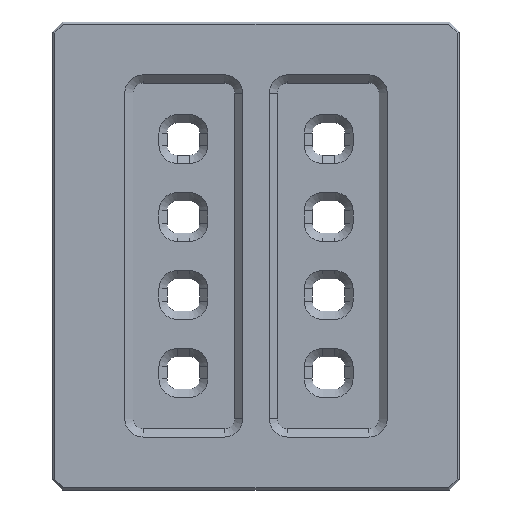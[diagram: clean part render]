
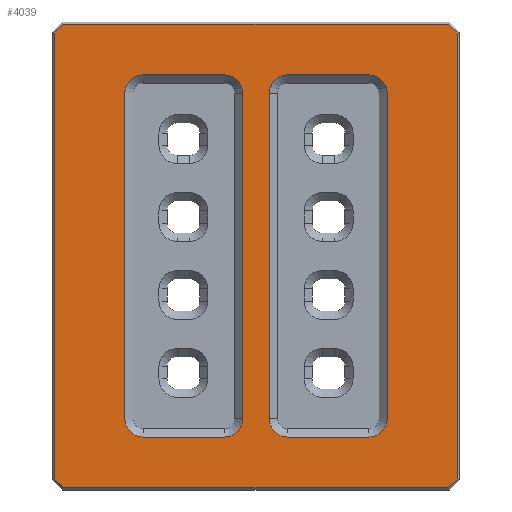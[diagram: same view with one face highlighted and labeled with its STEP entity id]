
A CAD part, top view. The second image highlights one B-rep face of the part: STEP entity #4039.
In plain terms, the highlighted planar face has unit normal (0, 0, 1).
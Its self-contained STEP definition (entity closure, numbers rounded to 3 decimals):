
#276=FACE_BOUND('',#822,.T.);
#277=FACE_BOUND('',#823,.T.);
#374=PLANE('',#4426);
#573=FACE_OUTER_BOUND('',#821,.T.);
#821=EDGE_LOOP('',(#3562,#3563,#3564,#3565,#3566,#3567,#3568,#3569));
#822=EDGE_LOOP('',(#3570,#3571,#3572,#3573,#3574,#3575,#3576,#3577));
#823=EDGE_LOOP('',(#3578,#3579,#3580,#3581,#3582,#3583,#3584,#3585));
#1194=LINE('',#6632,#1592);
#1198=LINE('',#6639,#1596);
#1201=LINE('',#6645,#1599);
#1204=LINE('',#6651,#1602);
#1207=LINE('',#6656,#1605);
#1209=LINE('',#6660,#1607);
#1211=LINE('',#6664,#1609);
#1213=LINE('',#6667,#1611);
#1215=LINE('',#6673,#1613);
#1216=LINE('',#6677,#1614);
#1217=LINE('',#6681,#1615);
#1218=LINE('',#6685,#1616);
#1219=LINE('',#6689,#1617);
#1220=LINE('',#6693,#1618);
#1221=LINE('',#6697,#1619);
#1222=LINE('',#6701,#1620);
#1592=VECTOR('',#5433,10.);
#1596=VECTOR('',#5439,10.);
#1599=VECTOR('',#5444,10.);
#1602=VECTOR('',#5449,10.);
#1605=VECTOR('',#5454,10.);
#1607=VECTOR('',#5458,10.);
#1609=VECTOR('',#5462,10.);
#1611=VECTOR('',#5466,10.);
#1613=VECTOR('',#5472,10.);
#1614=VECTOR('',#5475,10.);
#1615=VECTOR('',#5478,10.);
#1616=VECTOR('',#5481,10.);
#1617=VECTOR('',#5484,10.);
#1618=VECTOR('',#5487,10.);
#1619=VECTOR('',#5490,10.);
#1620=VECTOR('',#5493,10.);
#1814=CIRCLE('',#4427,9.);
#1815=CIRCLE('',#4428,9.);
#1816=CIRCLE('',#4429,9.);
#1817=CIRCLE('',#4430,9.);
#1818=CIRCLE('',#4431,9.);
#1819=CIRCLE('',#4432,9.);
#1820=CIRCLE('',#4433,9.);
#1821=CIRCLE('',#4434,9.);
#2125=VERTEX_POINT('',#6630);
#2126=VERTEX_POINT('',#6631);
#2128=VERTEX_POINT('',#6638);
#2130=VERTEX_POINT('',#6644);
#2132=VERTEX_POINT('',#6650);
#2133=VERTEX_POINT('',#6655);
#2134=VERTEX_POINT('',#6659);
#2135=VERTEX_POINT('',#6663);
#2136=VERTEX_POINT('',#6671);
#2137=VERTEX_POINT('',#6672);
#2138=VERTEX_POINT('',#6674);
#2139=VERTEX_POINT('',#6676);
#2140=VERTEX_POINT('',#6678);
#2141=VERTEX_POINT('',#6680);
#2142=VERTEX_POINT('',#6682);
#2143=VERTEX_POINT('',#6684);
#2144=VERTEX_POINT('',#6687);
#2145=VERTEX_POINT('',#6688);
#2146=VERTEX_POINT('',#6690);
#2147=VERTEX_POINT('',#6692);
#2148=VERTEX_POINT('',#6694);
#2149=VERTEX_POINT('',#6696);
#2150=VERTEX_POINT('',#6698);
#2151=VERTEX_POINT('',#6700);
#2616=EDGE_CURVE('',#2125,#2126,#1194,.T.);
#2620=EDGE_CURVE('',#2126,#2128,#1198,.T.);
#2623=EDGE_CURVE('',#2128,#2130,#1201,.T.);
#2626=EDGE_CURVE('',#2130,#2132,#1204,.T.);
#2629=EDGE_CURVE('',#2132,#2133,#1207,.T.);
#2631=EDGE_CURVE('',#2133,#2134,#1209,.T.);
#2633=EDGE_CURVE('',#2134,#2135,#1211,.T.);
#2635=EDGE_CURVE('',#2135,#2125,#1213,.T.);
#2637=EDGE_CURVE('',#2136,#2137,#1215,.T.);
#2638=EDGE_CURVE('',#2138,#2136,#1814,.T.);
#2639=EDGE_CURVE('',#2139,#2138,#1216,.T.);
#2640=EDGE_CURVE('',#2140,#2139,#1815,.T.);
#2641=EDGE_CURVE('',#2141,#2140,#1217,.T.);
#2642=EDGE_CURVE('',#2142,#2141,#1816,.T.);
#2643=EDGE_CURVE('',#2143,#2142,#1218,.T.);
#2644=EDGE_CURVE('',#2137,#2143,#1817,.T.);
#2645=EDGE_CURVE('',#2144,#2145,#1219,.T.);
#2646=EDGE_CURVE('',#2146,#2144,#1818,.T.);
#2647=EDGE_CURVE('',#2147,#2146,#1220,.T.);
#2648=EDGE_CURVE('',#2148,#2147,#1819,.T.);
#2649=EDGE_CURVE('',#2149,#2148,#1221,.T.);
#2650=EDGE_CURVE('',#2150,#2149,#1820,.T.);
#2651=EDGE_CURVE('',#2151,#2150,#1222,.T.);
#2652=EDGE_CURVE('',#2145,#2151,#1821,.T.);
#3562=ORIENTED_EDGE('',*,*,#2616,.F.);
#3563=ORIENTED_EDGE('',*,*,#2635,.F.);
#3564=ORIENTED_EDGE('',*,*,#2633,.F.);
#3565=ORIENTED_EDGE('',*,*,#2631,.F.);
#3566=ORIENTED_EDGE('',*,*,#2629,.F.);
#3567=ORIENTED_EDGE('',*,*,#2626,.F.);
#3568=ORIENTED_EDGE('',*,*,#2623,.F.);
#3569=ORIENTED_EDGE('',*,*,#2620,.F.);
#3570=ORIENTED_EDGE('',*,*,#2637,.F.);
#3571=ORIENTED_EDGE('',*,*,#2638,.F.);
#3572=ORIENTED_EDGE('',*,*,#2639,.F.);
#3573=ORIENTED_EDGE('',*,*,#2640,.F.);
#3574=ORIENTED_EDGE('',*,*,#2641,.F.);
#3575=ORIENTED_EDGE('',*,*,#2642,.F.);
#3576=ORIENTED_EDGE('',*,*,#2643,.F.);
#3577=ORIENTED_EDGE('',*,*,#2644,.F.);
#3578=ORIENTED_EDGE('',*,*,#2645,.F.);
#3579=ORIENTED_EDGE('',*,*,#2646,.F.);
#3580=ORIENTED_EDGE('',*,*,#2647,.F.);
#3581=ORIENTED_EDGE('',*,*,#2648,.F.);
#3582=ORIENTED_EDGE('',*,*,#2649,.F.);
#3583=ORIENTED_EDGE('',*,*,#2650,.F.);
#3584=ORIENTED_EDGE('',*,*,#2651,.F.);
#3585=ORIENTED_EDGE('',*,*,#2652,.F.);
#4039=ADVANCED_FACE('',(#573,#276,#277),#374,.T.);
#4426=AXIS2_PLACEMENT_3D('',#6670,#5470,#5471);
#4427=AXIS2_PLACEMENT_3D('',#6675,#5473,#5474);
#4428=AXIS2_PLACEMENT_3D('',#6679,#5476,#5477);
#4429=AXIS2_PLACEMENT_3D('',#6683,#5479,#5480);
#4430=AXIS2_PLACEMENT_3D('',#6686,#5482,#5483);
#4431=AXIS2_PLACEMENT_3D('',#6691,#5485,#5486);
#4432=AXIS2_PLACEMENT_3D('',#6695,#5488,#5489);
#4433=AXIS2_PLACEMENT_3D('',#6699,#5491,#5492);
#4434=AXIS2_PLACEMENT_3D('',#6702,#5494,#5495);
#5433=DIRECTION('',(0.,-1.,0.));
#5439=DIRECTION('',(-0.707,-0.707,0.));
#5444=DIRECTION('',(-1.,0.,0.));
#5449=DIRECTION('',(-0.707,0.707,0.));
#5454=DIRECTION('',(0.,1.,0.));
#5458=DIRECTION('',(0.707,0.707,0.));
#5462=DIRECTION('',(1.,0.,0.));
#5466=DIRECTION('',(0.707,-0.707,0.));
#5470=DIRECTION('center_axis',(0.,0.,1.));
#5471=DIRECTION('ref_axis',(1.,0.,0.));
#5472=DIRECTION('',(0.,1.,0.));
#5473=DIRECTION('center_axis',(0.,0.,1.));
#5474=DIRECTION('ref_axis',(0.707,-0.707,0.));
#5475=DIRECTION('',(1.,0.,0.));
#5476=DIRECTION('center_axis',(0.,0.,1.));
#5477=DIRECTION('ref_axis',(-0.707,-0.707,0.));
#5478=DIRECTION('',(0.,-1.,0.));
#5479=DIRECTION('center_axis',(0.,0.,1.));
#5480=DIRECTION('ref_axis',(-0.707,0.707,0.));
#5481=DIRECTION('',(-1.,0.,0.));
#5482=DIRECTION('center_axis',(0.,0.,1.));
#5483=DIRECTION('ref_axis',(0.707,0.707,0.));
#5484=DIRECTION('',(0.,-1.,0.));
#5485=DIRECTION('center_axis',(0.,0.,1.));
#5486=DIRECTION('ref_axis',(-0.707,0.707,0.));
#5487=DIRECTION('',(-1.,0.,0.));
#5488=DIRECTION('center_axis',(0.,0.,1.));
#5489=DIRECTION('ref_axis',(0.707,0.707,0.));
#5490=DIRECTION('',(0.,1.,0.));
#5491=DIRECTION('center_axis',(0.,0.,1.));
#5492=DIRECTION('ref_axis',(0.707,-0.707,0.));
#5493=DIRECTION('',(1.,0.,0.));
#5494=DIRECTION('center_axis',(0.,0.,1.));
#5495=DIRECTION('ref_axis',(-0.707,-0.707,0.));
#6630=CARTESIAN_POINT('',(99.,109.586,13.));
#6631=CARTESIAN_POINT('',(99.,-109.586,13.));
#6632=CARTESIAN_POINT('',(99.,-57.5,13.));
#6638=CARTESIAN_POINT('',(94.586,-114.,13.));
#6639=CARTESIAN_POINT('',(100.543,-108.043,13.));
#6644=CARTESIAN_POINT('',(-94.586,-114.,13.));
#6645=CARTESIAN_POINT('',(-50.,-114.,13.));
#6650=CARTESIAN_POINT('',(-99.,-109.586,13.));
#6651=CARTESIAN_POINT('',(-100.543,-108.043,13.));
#6655=CARTESIAN_POINT('',(-99.,109.586,13.));
#6656=CARTESIAN_POINT('',(-99.,57.5,13.));
#6659=CARTESIAN_POINT('',(-94.586,114.,13.));
#6660=CARTESIAN_POINT('',(-100.543,108.043,13.));
#6663=CARTESIAN_POINT('',(94.586,114.,13.));
#6664=CARTESIAN_POINT('',(50.,114.,13.));
#6667=CARTESIAN_POINT('',(100.543,108.043,13.));
#6670=CARTESIAN_POINT('Origin',(0.,0.,13.));
#6671=CARTESIAN_POINT('',(-6.5,-80.,13.));
#6672=CARTESIAN_POINT('',(-6.5,80.,13.));
#6673=CARTESIAN_POINT('',(-6.5,42.5,13.));
#6674=CARTESIAN_POINT('',(-15.5,-89.,13.));
#6675=CARTESIAN_POINT('Origin',(-15.5,-80.,13.));
#6676=CARTESIAN_POINT('',(-55.5,-89.,13.));
#6677=CARTESIAN_POINT('',(-5.25,-89.,13.));
#6678=CARTESIAN_POINT('',(-64.5,-80.,13.));
#6679=CARTESIAN_POINT('Origin',(-55.5,-80.,13.));
#6680=CARTESIAN_POINT('',(-64.5,80.,13.));
#6681=CARTESIAN_POINT('',(-64.5,-42.5,13.));
#6682=CARTESIAN_POINT('',(-55.5,89.,13.));
#6683=CARTESIAN_POINT('Origin',(-55.5,80.,13.));
#6684=CARTESIAN_POINT('',(-15.5,89.,13.));
#6685=CARTESIAN_POINT('',(-30.25,89.,13.));
#6686=CARTESIAN_POINT('Origin',(-15.5,80.,13.));
#6687=CARTESIAN_POINT('',(6.5,80.,13.));
#6688=CARTESIAN_POINT('',(6.5,-80.,13.));
#6689=CARTESIAN_POINT('',(6.5,-42.5,13.));
#6690=CARTESIAN_POINT('',(15.5,89.,13.));
#6691=CARTESIAN_POINT('Origin',(15.5,80.,13.));
#6692=CARTESIAN_POINT('',(55.5,89.,13.));
#6693=CARTESIAN_POINT('',(5.25,89.,13.));
#6694=CARTESIAN_POINT('',(64.5,80.,13.));
#6695=CARTESIAN_POINT('Origin',(55.5,80.,13.));
#6696=CARTESIAN_POINT('',(64.5,-80.,13.));
#6697=CARTESIAN_POINT('',(64.5,42.5,13.));
#6698=CARTESIAN_POINT('',(55.5,-89.,13.));
#6699=CARTESIAN_POINT('Origin',(55.5,-80.,13.));
#6700=CARTESIAN_POINT('',(15.5,-89.,13.));
#6701=CARTESIAN_POINT('',(30.25,-89.,13.));
#6702=CARTESIAN_POINT('Origin',(15.5,-80.,13.));
